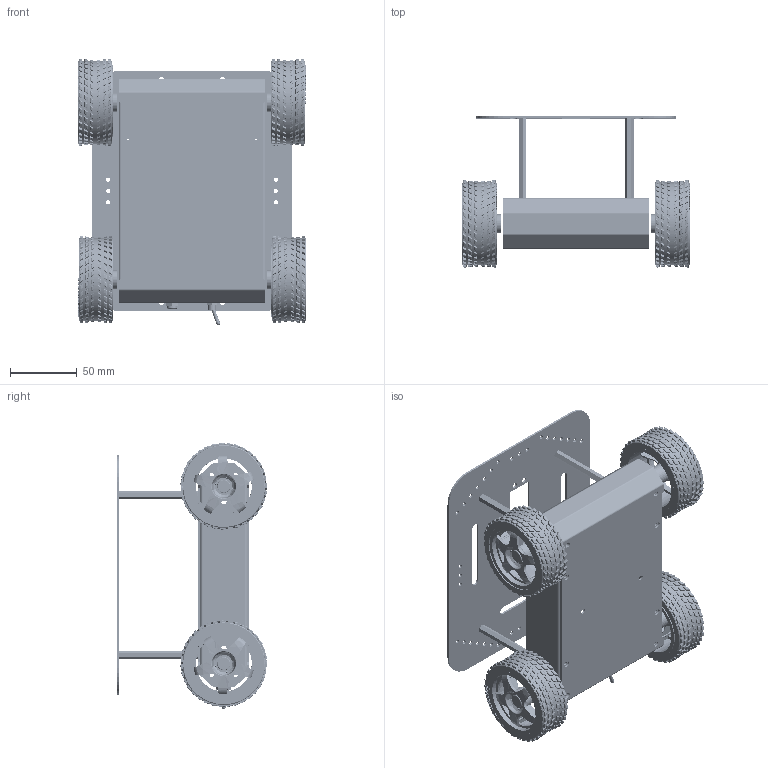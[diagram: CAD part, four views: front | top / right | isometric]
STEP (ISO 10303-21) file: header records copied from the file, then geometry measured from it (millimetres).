
FILE_DESCRIPTION (( 'STEP AP203' ), '1' );
FILE_NAME ('ROB0003.STEP', '2015-03-27T10:38:50', ( '' ), ( '' ), 'SwSTEP 2.0', 'SolidWorks 2014', '' );
FILE_SCHEMA (( 'CONFIG_CONTROL_DESIGN' ));
Length unit declared in the file: millimetre
Products named in the file (15): 耜啣; 畢雄羲壽_粟菜; 喃萇諉諳; 湮醱啣; 俔啣; 菁啣20100120; 畢雄羲壽; FIT0003_謫麇; ROB0003; Hexagon Screw_Nylon_60mm_Through Hole; ヶ俔啣; 喃萇諉諳_蹟譫; 畢雄羲壽_蹟譫; 醱啣; FIT0003_謫怚
Assembly tree (25 placements, depth 2):
  ROB0003
    ヶ俔啣
    耜啣  x2
    俔啣
    湮醱啣
    醱啣
    菁啣20100120
    FIT0003_謫麇  x4
    FIT0003_謫怚  x4
    Hexagon Screw_Nylon_60mm_Through Hole  x4
    畢雄羲壽
    畢雄羲壽_粟菜
    畢雄羲壽_蹟譫  x2
    喃萇諉諳
    喃萇諉諳_蹟譫
Bounding box: 171.4 x 113.25 x 199.86 mm (x, y, z)
Volume: 248279.9 mm3; surface area: 316843.1 mm2
Topology: 48 solids, 48 shells, 10658 faces, 25433 edges, 15478 vertices
Faces by surface type: plane 5534, cylinder 4650, bspline 428, cone 46
Entity records: 102846 total; most frequent: CARTESIAN_POINT 27936, ORIENTED_EDGE 15980, DIRECTION 14156, EDGE_CURVE 7990, VERTEX_POINT 4936, AXIS2_PLACEMENT_3D 4814, LINE 4528, VECTOR 4528
